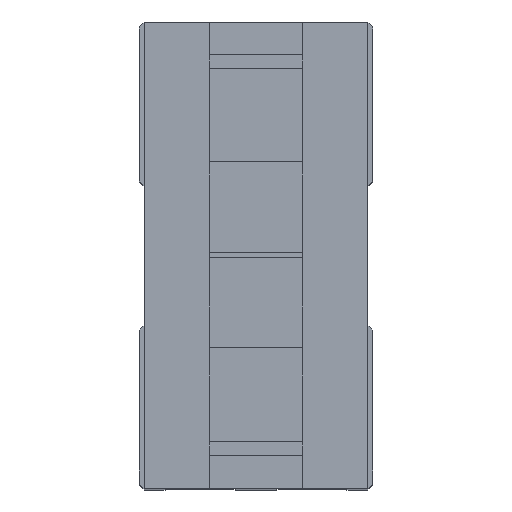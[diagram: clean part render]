
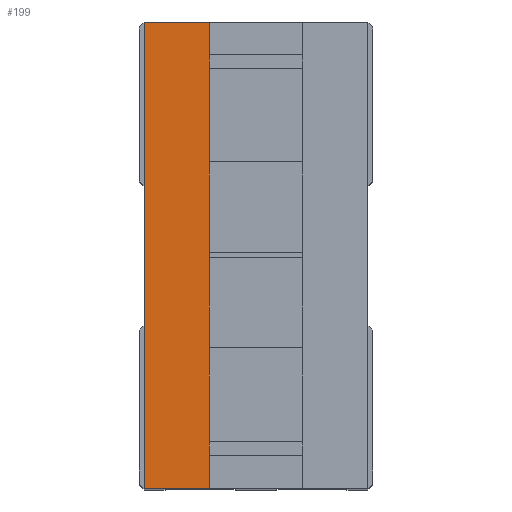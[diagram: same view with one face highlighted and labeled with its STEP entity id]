
A CAD part, top view. The second image highlights one B-rep face of the part: STEP entity #199.
In plain terms, the highlighted face is planar.
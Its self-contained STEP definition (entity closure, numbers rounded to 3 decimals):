
#199 = ADVANCED_FACE( '', ( #408 ), #409, .F. );
#408 = FACE_OUTER_BOUND( '', #642, .T. );
#409 = PLANE( '', #643 );
#642 = EDGE_LOOP( '', ( #1002, #1003, #1004, #1005 ) );
#643 = AXIS2_PLACEMENT_3D( '', #1006, #1007, #1008 );
#1002 = ORIENTED_EDGE( '', *, *, #1428, .T. );
#1003 = ORIENTED_EDGE( '', *, *, #1429, .T. );
#1004 = ORIENTED_EDGE( '', *, *, #1367, .F. );
#1005 = ORIENTED_EDGE( '', *, *, #1430, .F. );
#1006 = CARTESIAN_POINT( '', ( 0., 4.8, 10. ) );
#1007 = DIRECTION( '', ( 1., 0., 0. ) );
#1008 = DIRECTION( '', ( 0., 0., -1. ) );
#1367 = EDGE_CURVE( '', #1623, #1618, #1625, .T. );
#1428 = EDGE_CURVE( '', #1720, #1721, #1722, .T. );
#1429 = EDGE_CURVE( '', #1721, #1618, #1723, .T. );
#1430 = EDGE_CURVE( '', #1720, #1623, #1724, .T. );
#1618 = VERTEX_POINT( '', #1969 );
#1623 = VERTEX_POINT( '', #1977 );
#1625 = LINE( '', #1980, #1981 );
#1720 = VERTEX_POINT( '', #2100 );
#1721 = VERTEX_POINT( '', #2101 );
#1722 = LINE( '', #2102, #2103 );
#1723 = LINE( '', #2104, #2105 );
#1724 = LINE( '', #2106, #2107 );
#1969 = CARTESIAN_POINT( '', ( 0., -4.8, -10. ) );
#1977 = CARTESIAN_POINT( '', ( 0., -4.8, 10. ) );
#1980 = CARTESIAN_POINT( '', ( 0., -4.8, 10. ) );
#1981 = VECTOR( '', #2294, 1000. );
#2100 = CARTESIAN_POINT( '', ( 0., -2., 10. ) );
#2101 = CARTESIAN_POINT( '', ( 0., -2., -10. ) );
#2102 = CARTESIAN_POINT( '', ( 0., -2., 10. ) );
#2103 = VECTOR( '', #2367, 1000. );
#2104 = CARTESIAN_POINT( '', ( 0., 4.8, -10. ) );
#2105 = VECTOR( '', #2368, 1000. );
#2106 = CARTESIAN_POINT( '', ( 0., 4.8, 10. ) );
#2107 = VECTOR( '', #2369, 1000. );
#2294 = DIRECTION( '', ( 0., 0., -1. ) );
#2367 = DIRECTION( '', ( 0., 0., -1. ) );
#2368 = DIRECTION( '', ( 0., -1., 0. ) );
#2369 = DIRECTION( '', ( 0., -1., 0. ) );
